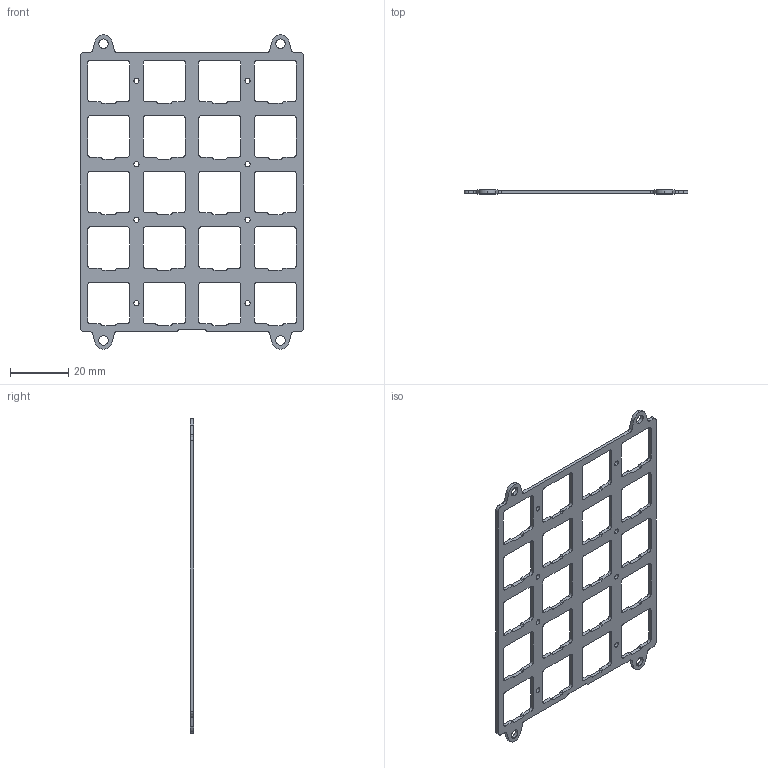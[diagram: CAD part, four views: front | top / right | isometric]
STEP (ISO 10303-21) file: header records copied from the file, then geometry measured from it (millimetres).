
FILE_DESCRIPTION (( 'STEP AP214' ), '1' );
FILE_NAME ('OSAv2_Numpad_Dopre_Plate.STEP', '2022-10-09T00:11:22', ( '' ), ( '' ), 'SwSTEP 2.0', 'SolidWorks 2019', '' );
FILE_SCHEMA (( 'AUTOMOTIVE_DESIGN' ));
Length unit declared in the file: millimetre
Products named in the file (1): OSAv2_Numpad_Dopre_Plate
Bounding box: 76.71 x 1.2 x 107.75 mm (x, y, z)
Volume: 3920.7 mm3; surface area: 8430.8 mm2
Topology: 1 solids, 1 shells, 346 faces, 1032 edges, 688 vertices
Faces by surface type: cylinder 206, plane 140
Entity records: 11950 total; most frequent: DIRECTION 2138, CARTESIAN_POINT 2067, ORIENTED_EDGE 2064, EDGE_CURVE 1032, AXIS2_PLACEMENT_3D 759, VERTEX_POINT 688, VECTOR 620, LINE 620
